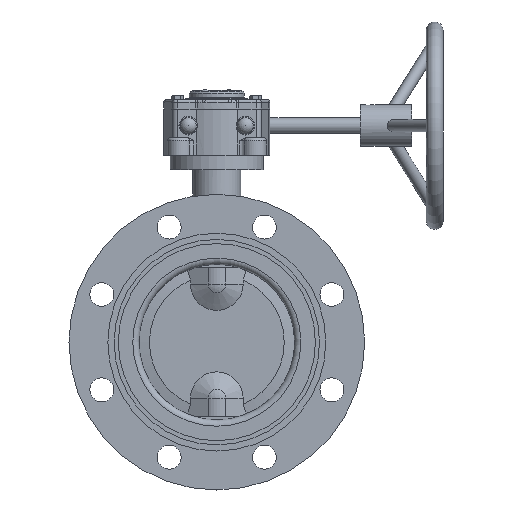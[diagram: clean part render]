
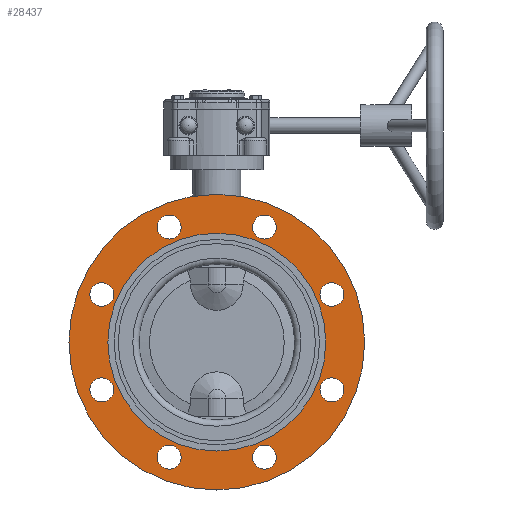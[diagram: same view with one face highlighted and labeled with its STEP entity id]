
A CAD part, left-side view. The second image highlights one B-rep face of the part: STEP entity #28437.
In plain terms, the highlighted face is planar.
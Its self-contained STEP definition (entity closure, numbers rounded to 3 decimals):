
#494=FACE_BOUND('',#7962,.T.);
#495=FACE_BOUND('',#7963,.T.);
#496=FACE_BOUND('',#7964,.T.);
#497=FACE_BOUND('',#7965,.T.);
#498=FACE_BOUND('',#7966,.T.);
#499=FACE_BOUND('',#7967,.T.);
#500=FACE_BOUND('',#7968,.T.);
#501=FACE_BOUND('',#7969,.T.);
#502=FACE_BOUND('',#7970,.T.);
#685=PLANE('',#30420);
#6292=FACE_OUTER_BOUND('',#7961,.T.);
#7961=EDGE_LOOP('',(#18950));
#7962=EDGE_LOOP('',(#18951));
#7963=EDGE_LOOP('',(#18952));
#7964=EDGE_LOOP('',(#18953));
#7965=EDGE_LOOP('',(#18954));
#7966=EDGE_LOOP('',(#18955));
#7967=EDGE_LOOP('',(#18956));
#7968=EDGE_LOOP('',(#18957));
#7969=EDGE_LOOP('',(#18958));
#7970=EDGE_LOOP('',(#18959));
#10448=CIRCLE('',#30208,11.5);
#10452=CIRCLE('',#30214,11.5);
#10456=CIRCLE('',#30220,11.5);
#10460=CIRCLE('',#30226,11.5);
#10464=CIRCLE('',#30232,11.5);
#10468=CIRCLE('',#30238,11.5);
#10472=CIRCLE('',#30244,11.5);
#10476=CIRCLE('',#30250,11.5);
#10503=CIRCLE('',#30292,142.5);
#10504=CIRCLE('',#30294,105.);
#11594=VERTEX_POINT('',#40774);
#11598=VERTEX_POINT('',#40786);
#11602=VERTEX_POINT('',#40798);
#11606=VERTEX_POINT('',#40810);
#11610=VERTEX_POINT('',#40822);
#11614=VERTEX_POINT('',#40834);
#11618=VERTEX_POINT('',#40846);
#11622=VERTEX_POINT('',#40858);
#11654=VERTEX_POINT('',#40945);
#11655=VERTEX_POINT('',#40949);
#14324=EDGE_CURVE('',#11594,#11594,#10448,.T.);
#14330=EDGE_CURVE('',#11598,#11598,#10452,.T.);
#14336=EDGE_CURVE('',#11602,#11602,#10456,.T.);
#14342=EDGE_CURVE('',#11606,#11606,#10460,.T.);
#14348=EDGE_CURVE('',#11610,#11610,#10464,.T.);
#14354=EDGE_CURVE('',#11614,#11614,#10468,.T.);
#14360=EDGE_CURVE('',#11618,#11618,#10472,.T.);
#14366=EDGE_CURVE('',#11622,#11622,#10476,.T.);
#14411=EDGE_CURVE('',#11654,#11654,#10503,.T.);
#14412=EDGE_CURVE('',#11655,#11655,#10504,.T.);
#18950=ORIENTED_EDGE('',*,*,#14411,.F.);
#18951=ORIENTED_EDGE('',*,*,#14412,.T.);
#18952=ORIENTED_EDGE('',*,*,#14324,.T.);
#18953=ORIENTED_EDGE('',*,*,#14330,.T.);
#18954=ORIENTED_EDGE('',*,*,#14336,.T.);
#18955=ORIENTED_EDGE('',*,*,#14342,.T.);
#18956=ORIENTED_EDGE('',*,*,#14348,.T.);
#18957=ORIENTED_EDGE('',*,*,#14354,.T.);
#18958=ORIENTED_EDGE('',*,*,#14360,.T.);
#18959=ORIENTED_EDGE('',*,*,#14366,.T.);
#28437=ADVANCED_FACE('',(#6292,#494,#495,#496,#497,#498,#499,#500,#501,
#502),#685,.F.);
#30208=AXIS2_PLACEMENT_3D('',#40775,#33067,#33068);
#30214=AXIS2_PLACEMENT_3D('',#40787,#33081,#33082);
#30220=AXIS2_PLACEMENT_3D('',#40799,#33095,#33096);
#30226=AXIS2_PLACEMENT_3D('',#40811,#33109,#33110);
#30232=AXIS2_PLACEMENT_3D('',#40823,#33123,#33124);
#30238=AXIS2_PLACEMENT_3D('',#40835,#33137,#33138);
#30244=AXIS2_PLACEMENT_3D('',#40847,#33151,#33152);
#30250=AXIS2_PLACEMENT_3D('',#40859,#33165,#33166);
#30292=AXIS2_PLACEMENT_3D('',#40947,#33263,#33264);
#30294=AXIS2_PLACEMENT_3D('',#40950,#33267,#33268);
#30420=AXIS2_PLACEMENT_3D('',#42367,#33610,#33611);
#33067=DIRECTION('center_axis',(0.,0.,1.));
#33068=DIRECTION('ref_axis',(0.,-1.,0.));
#33081=DIRECTION('center_axis',(0.,0.,1.));
#33082=DIRECTION('ref_axis',(0.,-1.,0.));
#33095=DIRECTION('center_axis',(0.,0.,1.));
#33096=DIRECTION('ref_axis',(0.,-1.,0.));
#33109=DIRECTION('center_axis',(0.,0.,1.));
#33110=DIRECTION('ref_axis',(0.,-1.,0.));
#33123=DIRECTION('center_axis',(0.,0.,1.));
#33124=DIRECTION('ref_axis',(0.,-1.,0.));
#33137=DIRECTION('center_axis',(0.,0.,1.));
#33138=DIRECTION('ref_axis',(0.,-1.,0.));
#33151=DIRECTION('center_axis',(0.,0.,1.));
#33152=DIRECTION('ref_axis',(0.,-1.,0.));
#33165=DIRECTION('center_axis',(0.,0.,1.));
#33166=DIRECTION('ref_axis',(0.,-1.,0.));
#33263=DIRECTION('center_axis',(0.,0.,1.));
#33264=DIRECTION('ref_axis',(0.,-1.,0.));
#33267=DIRECTION('center_axis',(0.,0.,1.));
#33268=DIRECTION('ref_axis',(0.,-1.,0.));
#33610=DIRECTION('center_axis',(0.,0.,1.));
#33611=DIRECTION('ref_axis',(0.,-1.,0.));
#40774=CARTESIAN_POINT('',(-57.422,110.866,-64.5));
#40775=CARTESIAN_POINT('Origin',(-45.922,110.866,-64.5));
#40786=CARTESIAN_POINT('',(-122.366,45.922,-64.5));
#40787=CARTESIAN_POINT('Origin',(-110.866,45.922,-64.5));
#40798=CARTESIAN_POINT('',(-122.366,-45.922,-64.5));
#40799=CARTESIAN_POINT('Origin',(-110.866,-45.922,-64.5));
#40810=CARTESIAN_POINT('',(-57.422,-110.866,-64.5));
#40811=CARTESIAN_POINT('Origin',(-45.922,-110.866,-64.5));
#40822=CARTESIAN_POINT('',(34.422,-110.866,-64.5));
#40823=CARTESIAN_POINT('Origin',(45.922,-110.866,-64.5));
#40834=CARTESIAN_POINT('',(99.366,-45.922,-64.5));
#40835=CARTESIAN_POINT('Origin',(110.866,-45.922,-64.5));
#40846=CARTESIAN_POINT('',(34.422,110.866,-64.5));
#40847=CARTESIAN_POINT('Origin',(45.922,110.866,-64.5));
#40858=CARTESIAN_POINT('',(99.366,45.922,-64.5));
#40859=CARTESIAN_POINT('Origin',(110.866,45.922,-64.5));
#40945=CARTESIAN_POINT('',(0.,142.5,-64.5));
#40947=CARTESIAN_POINT('Origin',(0.,0.,-64.5));
#40949=CARTESIAN_POINT('',(0.,105.,-64.5));
#40950=CARTESIAN_POINT('Origin',(0.,0.,-64.5));
#42367=CARTESIAN_POINT('Origin',(0.,105.,-64.5));
